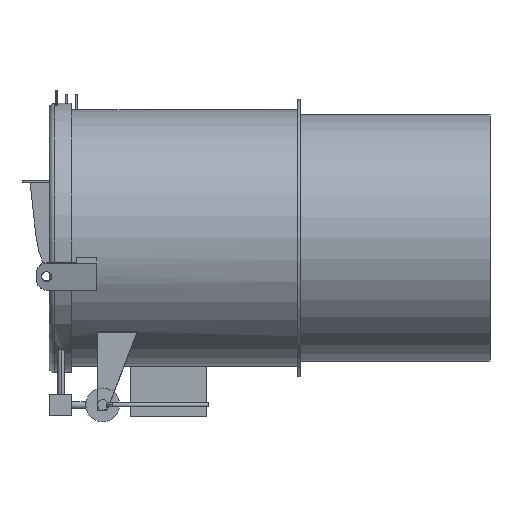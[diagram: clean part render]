
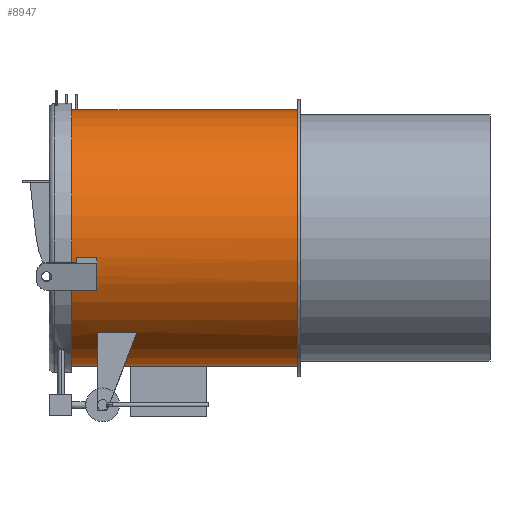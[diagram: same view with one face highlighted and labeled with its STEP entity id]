
A CAD part, left-side view. The second image highlights one B-rep face of the part: STEP entity #8947.
In plain terms, the highlighted cylindrical face has radius 638 mm (diameter 1276 mm), a partial arc.
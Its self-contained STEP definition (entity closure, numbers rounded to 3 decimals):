
#20 = VERTEX_POINT ( 'NONE', #7752 ) ;
#191 = ORIENTED_EDGE ( 'NONE', *, *, #2510, .F. ) ;
#195 = DIRECTION ( 'NONE',  ( 0., 1., 0. ) ) ;
#248 = VECTOR ( 'NONE', #2640, 1000. ) ;
#302 = CARTESIAN_POINT ( 'NONE',  ( -594.317, 2107.05, -232.016 ) ) ;
#351 = LINE ( 'NONE', #4004, #2279 ) ;
#404 = ORIENTED_EDGE ( 'NONE', *, *, #9017, .T. ) ;
#450 = AXIS2_PLACEMENT_3D ( 'NONE', #2511, #195, #936 ) ;
#460 = VECTOR ( 'NONE', #2439, 1000. ) ;
#565 = ORIENTED_EDGE ( 'NONE', *, *, #8609, .F. ) ;
#644 = VECTOR ( 'NONE', #9385, 1000. ) ;
#651 = DIRECTION ( 'NONE',  ( 0., 0., 1. ) ) ;
#768 = EDGE_CURVE ( 'NONE', #20, #3335, #8515, .T. ) ;
#871 = LINE ( 'NONE', #3897, #3933 ) ;
#936 = DIRECTION ( 'NONE',  ( 0., 0., 1. ) ) ;
#959 = VERTEX_POINT ( 'NONE', #1376 ) ;
#963 = EDGE_CURVE ( 'NONE', #2105, #3894, #9355, .T. ) ;
#1064 = EDGE_CURVE ( 'NONE', #5891, #2105, #8802, .T. ) ;
#1360 = CARTESIAN_POINT ( 'NONE',  ( -429., 1956.05, -472.232 ) ) ;
#1376 = CARTESIAN_POINT ( 'NONE',  ( -429., 1756.05, -472.232 ) ) ;
#1407 = DIRECTION ( 'NONE',  ( 0., 1., 0. ) ) ;
#1551 = DIRECTION ( 'NONE',  ( 0., -1., 0. ) ) ;
#1649 = DIRECTION ( 'NONE',  ( 0., -1., 0. ) ) ;
#1655 = ORIENTED_EDGE ( 'NONE', *, *, #8774, .F. ) ;
#1694 = CARTESIAN_POINT ( 'NONE',  ( -25., 2062.05, 637.51 ) ) ;
#1718 = DIRECTION ( 'NONE',  ( 0., -1., 0. ) ) ;
#1747 = ORIENTED_EDGE ( 'NONE', *, *, #1064, .F. ) ;
#1865 = VERTEX_POINT ( 'NONE', #3180 ) ;
#1874 = CARTESIAN_POINT ( 'NONE',  ( 0., 957.05, -638. ) ) ;
#1896 = FACE_BOUND ( 'NONE', #6667, .T. ) ;
#1995 = ORIENTED_EDGE ( 'NONE', *, *, #4124, .T. ) ;
#2085 = ORIENTED_EDGE ( 'NONE', *, *, #6730, .T. ) ;
#2093 = ORIENTED_EDGE ( 'NONE', *, *, #5781, .T. ) ;
#2105 = VERTEX_POINT ( 'NONE', #7493 ) ;
#2114 = LINE ( 'NONE', #2158, #3495 ) ;
#2158 = CARTESIAN_POINT ( 'NONE',  ( 0., 2107.05, 638. ) ) ;
#2212 = EDGE_CURVE ( 'NONE', #4894, #3408, #351, .T. ) ;
#2279 = VECTOR ( 'NONE', #1718, 1000. ) ;
#2303 = ORIENTED_EDGE ( 'NONE', *, *, #963, .F. ) ;
#2390 = LINE ( 'NONE', #302, #460 ) ;
#2424 = VERTEX_POINT ( 'NONE', #6709 ) ;
#2439 = DIRECTION ( 'NONE',  ( 0., -1., 0. ) ) ;
#2441 = EDGE_LOOP ( 'NONE', ( #4658, #191, #2303, #1747 ) ) ;
#2510 = EDGE_CURVE ( 'NONE', #3894, #8370, #2390, .T. ) ;
#2511 = CARTESIAN_POINT ( 'NONE',  ( 0., 2082.05, 0. ) ) ;
#2640 = DIRECTION ( 'NONE',  ( 0., 1., 0. ) ) ;
#2698 = CARTESIAN_POINT ( 'NONE',  ( -435., 1956.05, -466.711 ) ) ;
#2817 = FACE_OUTER_BOUND ( 'NONE', #3233, .T. ) ;
#2991 = CARTESIAN_POINT ( 'NONE',  ( 0., 2057.05, 0. ) ) ;
#3011 = AXIS2_PLACEMENT_3D ( 'NONE', #3388, #4859, #4101 ) ;
#3180 = CARTESIAN_POINT ( 'NONE',  ( 0., 2082.05, 638. ) ) ;
#3233 = EDGE_LOOP ( 'NONE', ( #1655, #6360, #3486, #2085, #4827, #8591, #3960, #565 ) ) ;
#3246 = AXIS2_PLACEMENT_3D ( 'NONE', #8978, #7519, #6034 ) ;
#3264 = FACE_BOUND ( 'NONE', #2441, .T. ) ;
#3335 = VERTEX_POINT ( 'NONE', #1874 ) ;
#3388 = CARTESIAN_POINT ( 'NONE',  ( 0., 2062.05, 0. ) ) ;
#3408 = VERTEX_POINT ( 'NONE', #8468 ) ;
#3480 = CARTESIAN_POINT ( 'NONE',  ( 0., 2107.05, 638. ) ) ;
#3486 = ORIENTED_EDGE ( 'NONE', *, *, #768, .T. ) ;
#3495 = VECTOR ( 'NONE', #9421, 1000. ) ;
#3561 = VERTEX_POINT ( 'NONE', #1360 ) ;
#3586 = CYLINDRICAL_SURFACE ( 'NONE', #3246, 638. ) ;
#3604 = CARTESIAN_POINT ( 'NONE',  ( -435., 1756.05, -466.711 ) ) ;
#3608 = DIRECTION ( 'NONE',  ( 0., 0., -1. ) ) ;
#3663 = CARTESIAN_POINT ( 'NONE',  ( 0., 1756.05, 0. ) ) ;
#3728 = CARTESIAN_POINT ( 'NONE',  ( -429., 2107.05, -472.232 ) ) ;
#3758 = CARTESIAN_POINT ( 'NONE',  ( -429., 1758.169, -472.232 ) ) ;
#3797 = CIRCLE ( 'NONE', #5125, 638. ) ;
#3894 = VERTEX_POINT ( 'NONE', #5224 ) ;
#3897 = CARTESIAN_POINT ( 'NONE',  ( -429., 2107.05, -472.232 ) ) ;
#3933 = VECTOR ( 'NONE', #8367, 1000. ) ;
#3960 = ORIENTED_EDGE ( 'NONE', *, *, #2212, .F. ) ;
#4004 = CARTESIAN_POINT ( 'NONE',  ( -25., 2107.05, 637.51 ) ) ;
#4101 = DIRECTION ( 'NONE',  ( 0., 0., 1. ) ) ;
#4124 = EDGE_CURVE ( 'NONE', #959, #7621, #9231, .T. ) ;
#4142 = CARTESIAN_POINT ( 'NONE',  ( 0., 2062.05, 638. ) ) ;
#4286 = DIRECTION ( 'NONE',  ( 0., 1., 0. ) ) ;
#4316 = CARTESIAN_POINT ( 'NONE',  ( 0., 957.05, 0. ) ) ;
#4489 = DIRECTION ( 'NONE',  ( 0., 0., 1. ) ) ;
#4518 = LINE ( 'NONE', #6093, #6686 ) ;
#4554 = VERTEX_POINT ( 'NONE', #5715 ) ;
#4658 = ORIENTED_EDGE ( 'NONE', *, *, #6524, .F. ) ;
#4703 = DIRECTION ( 'NONE',  ( 0., 0., -1. ) ) ;
#4716 = VERTEX_POINT ( 'NONE', #3604 ) ;
#4827 = ORIENTED_EDGE ( 'NONE', *, *, #5464, .F. ) ;
#4859 = DIRECTION ( 'NONE',  ( 0., -1., 0. ) ) ;
#4894 = VERTEX_POINT ( 'NONE', #1694 ) ;
#4962 = VERTEX_POINT ( 'NONE', #2698 ) ;
#5077 = LINE ( 'NONE', #3480, #644 ) ;
#5125 = AXIS2_PLACEMENT_3D ( 'NONE', #8754, #1407, #3608 ) ;
#5224 = CARTESIAN_POINT ( 'NONE',  ( -594.317, 2057.05, -232.016 ) ) ;
#5356 = CARTESIAN_POINT ( 'NONE',  ( -594.317, 1957.05, -232.016 ) ) ;
#5374 = CIRCLE ( 'NONE', #9045, 638. ) ;
#5464 = EDGE_CURVE ( 'NONE', #4554, #2424, #2114, .T. ) ;
#5482 = CARTESIAN_POINT ( 'NONE',  ( 0., 1956.05, 0. ) ) ;
#5596 = CARTESIAN_POINT ( 'NONE',  ( -630.614, 2107.05, -96.801 ) ) ;
#5715 = CARTESIAN_POINT ( 'NONE',  ( 0., 2052.05, 638. ) ) ;
#5719 = VECTOR ( 'NONE', #5931, 1000. ) ;
#5781 = EDGE_CURVE ( 'NONE', #7621, #3561, #871, .T. ) ;
#5891 = VERTEX_POINT ( 'NONE', #8666 ) ;
#5904 = DIRECTION ( 'NONE',  ( 0., 0., 1. ) ) ;
#5931 = DIRECTION ( 'NONE',  ( 0., 1., 0. ) ) ;
#5973 = VERTEX_POINT ( 'NONE', #4142 ) ;
#6034 = DIRECTION ( 'NONE',  ( 0., 0., -1. ) ) ;
#6043 = CARTESIAN_POINT ( 'NONE',  ( 0., 2107.05, -638. ) ) ;
#6093 = CARTESIAN_POINT ( 'NONE',  ( -435., 2107.05, -466.711 ) ) ;
#6145 = AXIS2_PLACEMENT_3D ( 'NONE', #2991, #1551, #4489 ) ;
#6232 = DIRECTION ( 'NONE',  ( 0., -1., 0. ) ) ;
#6360 = ORIENTED_EDGE ( 'NONE', *, *, #8082, .F. ) ;
#6524 = EDGE_CURVE ( 'NONE', #8370, #5891, #3797, .T. ) ;
#6587 = CIRCLE ( 'NONE', #8417, 638. ) ;
#6611 = DIRECTION ( 'NONE',  ( 0., 1., 0. ) ) ;
#6667 = EDGE_LOOP ( 'NONE', ( #9098, #1995, #2093, #404, #7154 ) ) ;
#6686 = VECTOR ( 'NONE', #6232, 1000. ) ;
#6709 = CARTESIAN_POINT ( 'NONE',  ( 0., 957.05, 638. ) ) ;
#6730 = EDGE_CURVE ( 'NONE', #3335, #2424, #9342, .T. ) ;
#6853 = DIRECTION ( 'NONE',  ( 0., 1., 0. ) ) ;
#7154 = ORIENTED_EDGE ( 'NONE', *, *, #9009, .T. ) ;
#7204 = CARTESIAN_POINT ( 'NONE',  ( 0., 2052.05, 0. ) ) ;
#7460 = VECTOR ( 'NONE', #1649, 1000. ) ;
#7493 = CARTESIAN_POINT ( 'NONE',  ( -630.614, 2057.05, -96.801 ) ) ;
#7519 = DIRECTION ( 'NONE',  ( 0., -1., 0. ) ) ;
#7522 = EDGE_CURVE ( 'NONE', #4716, #959, #5374, .T. ) ;
#7621 = VERTEX_POINT ( 'NONE', #3758 ) ;
#7719 = CIRCLE ( 'NONE', #9292, 638. ) ;
#7752 = CARTESIAN_POINT ( 'NONE',  ( 0., 2082.05, -638. ) ) ;
#7958 = CIRCLE ( 'NONE', #3011, 638. ) ;
#8002 = CIRCLE ( 'NONE', #450, 638. ) ;
#8082 = EDGE_CURVE ( 'NONE', #20, #1865, #8002, .T. ) ;
#8367 = DIRECTION ( 'NONE',  ( 0., 1., 0. ) ) ;
#8370 = VERTEX_POINT ( 'NONE', #5356 ) ;
#8417 = AXIS2_PLACEMENT_3D ( 'NONE', #7204, #4286, #8679 ) ;
#8468 = CARTESIAN_POINT ( 'NONE',  ( -25., 2052.05, 637.51 ) ) ;
#8515 = LINE ( 'NONE', #6043, #7460 ) ;
#8542 = EDGE_CURVE ( 'NONE', #3408, #4554, #6587, .T. ) ;
#8591 = ORIENTED_EDGE ( 'NONE', *, *, #8542, .F. ) ;
#8609 = EDGE_CURVE ( 'NONE', #5973, #4894, #7958, .T. ) ;
#8666 = CARTESIAN_POINT ( 'NONE',  ( -630.614, 1957.05, -96.801 ) ) ;
#8679 = DIRECTION ( 'NONE',  ( 0., 0., -1. ) ) ;
#8754 = CARTESIAN_POINT ( 'NONE',  ( 0., 1957.05, 0. ) ) ;
#8774 = EDGE_CURVE ( 'NONE', #1865, #5973, #5077, .T. ) ;
#8782 = DIRECTION ( 'NONE',  ( 0., -1., 0. ) ) ;
#8802 = LINE ( 'NONE', #5596, #248 ) ;
#8947 = ADVANCED_FACE ( 'NONE', ( #2817, #1896, #3264 ), #3586, .T. ) ;
#8977 = AXIS2_PLACEMENT_3D ( 'NONE', #4316, #6611, #651 ) ;
#8978 = CARTESIAN_POINT ( 'NONE',  ( 0., 2107.05, 0. ) ) ;
#9009 = EDGE_CURVE ( 'NONE', #4962, #4716, #4518, .T. ) ;
#9017 = EDGE_CURVE ( 'NONE', #3561, #4962, #7719, .T. ) ;
#9045 = AXIS2_PLACEMENT_3D ( 'NONE', #3663, #8782, #5904 ) ;
#9098 = ORIENTED_EDGE ( 'NONE', *, *, #7522, .T. ) ;
#9231 = LINE ( 'NONE', #3728, #5719 ) ;
#9292 = AXIS2_PLACEMENT_3D ( 'NONE', #5482, #6853, #4703 ) ;
#9342 = CIRCLE ( 'NONE', #8977, 638. ) ;
#9355 = CIRCLE ( 'NONE', #6145, 638. ) ;
#9385 = DIRECTION ( 'NONE',  ( 0., -1., 0. ) ) ;
#9421 = DIRECTION ( 'NONE',  ( 0., -1., 0. ) ) ;
